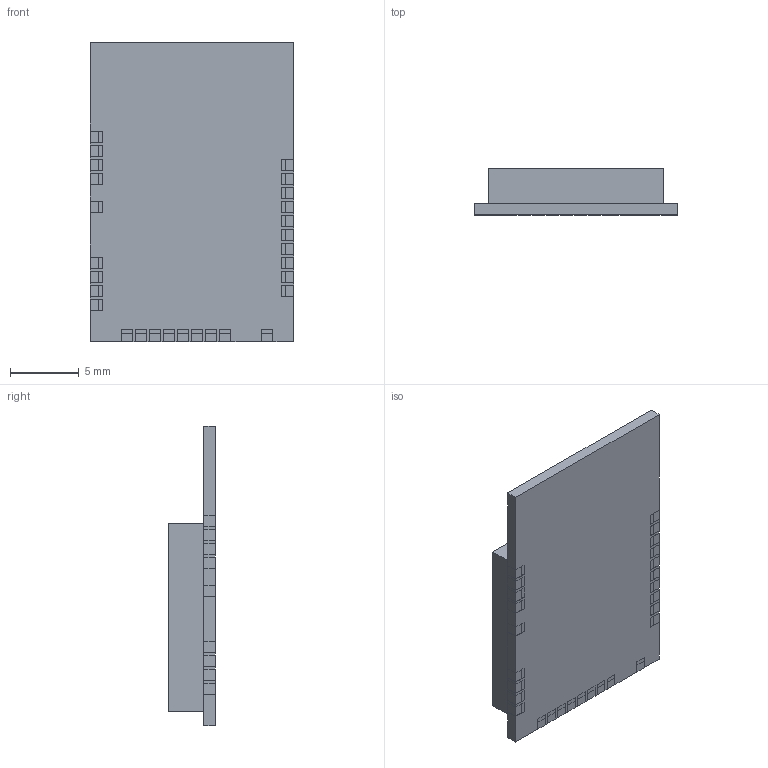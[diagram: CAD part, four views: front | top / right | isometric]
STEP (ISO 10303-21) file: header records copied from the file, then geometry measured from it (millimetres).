
FILE_DESCRIPTION (( 'STEP AP214' ), '1' );
FILE_NAME ('User Library-ATWINC1500-MR210PA.STEP', '2018-02-23T20:07:31', ( '' ), ( '' ), 'SwSTEP 2.0', 'SolidWorks 2018', '' );
FILE_SCHEMA (( 'AUTOMOTIVE_DESIGN' ));
Length unit declared in the file: millimetre
Products named in the file (1): User Library-ATWINC1500-MR210PA
Bounding box: 14.73 x 3.35 x 21.72 mm (x, y, z)
Volume: 700.8 mm3; surface area: 1310 mm2
Topology: 58 solids, 58 shells, 540 faces, 1272 edges, 848 vertices
Faces by surface type: plane 540
Entity records: 21643 total; most frequent: CARTESIAN_POINT 2661, ORIENTED_EDGE 2544, DIRECTION 2354, LINE 1272, EDGE_CURVE 1272, VECTOR 1272, VERTEX_POINT 848, UNCERTAINTY_MEASURE_WITH_UNIT 600
